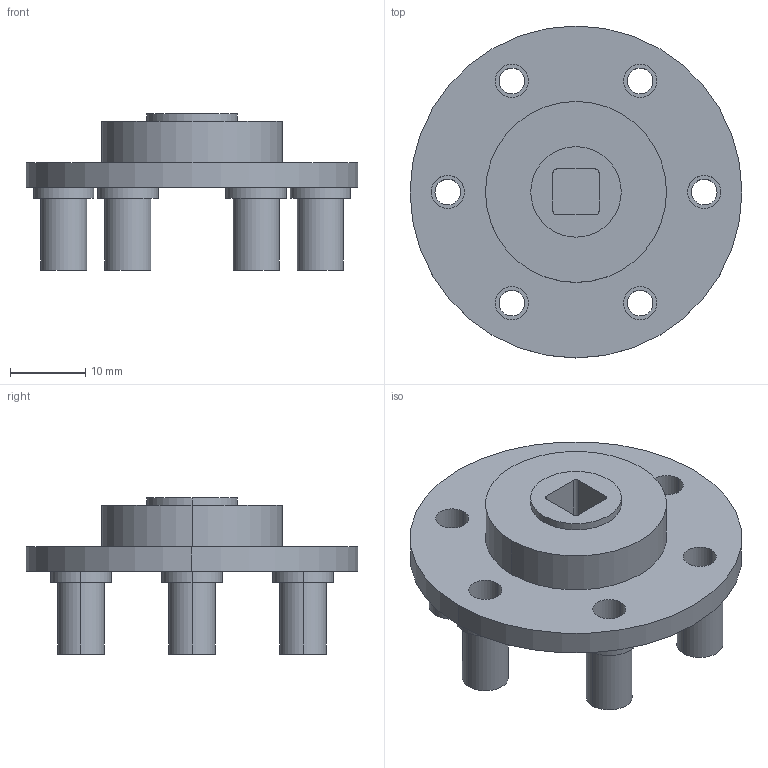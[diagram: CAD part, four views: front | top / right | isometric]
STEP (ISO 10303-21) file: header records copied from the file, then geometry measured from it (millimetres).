
FILE_DESCRIPTION (( 'STEP AP214' ), '1' );
FILE_NAME ('7.一级输出轴接二级..STEP', '2025-11-18T11:08:17', ( '' ), ( '' ), 'SwSTEP 2.0', 'SolidWorks 2023', '' );
FILE_SCHEMA (( 'AUTOMOTIVE_DESIGN' ));
Length unit declared in the file: millimetre
Products named in the file (1): 7.一级输出轴接二级.
Bounding box: 44 x 44 x 20.7 mm (x, y, z)
Volume: 8218.6 mm3; surface area: 6367 mm2
Topology: 1 solids, 1 shells, 91 faces, 198 edges, 132 vertices
Faces by surface type: cylinder 62, plane 29
Entity records: 2603 total; most frequent: DIRECTION 506, CARTESIAN_POINT 422, ORIENTED_EDGE 396, AXIS2_PLACEMENT_3D 216, EDGE_CURVE 198, VERTEX_POINT 132, EDGE_LOOP 126, CIRCLE 124
